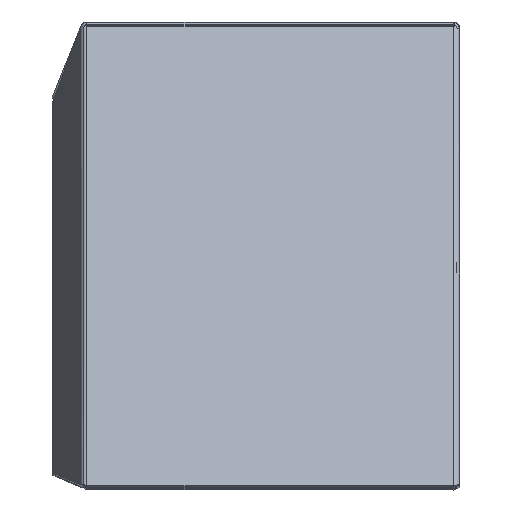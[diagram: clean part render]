
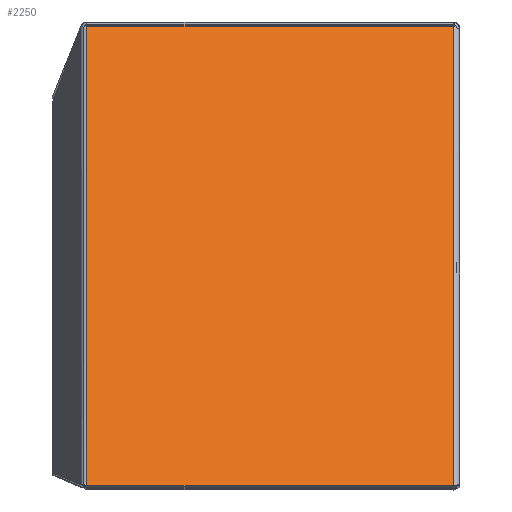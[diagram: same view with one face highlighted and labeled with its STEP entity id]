
A CAD part, top view. The second image highlights one B-rep face of the part: STEP entity #2250.
In plain terms, the highlighted planar face has unit normal (0, 0.517, 0.856).
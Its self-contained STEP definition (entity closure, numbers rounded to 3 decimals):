
#36 = LINE ( 'NONE', #2343, #692 ) ;
#141 = CARTESIAN_POINT ( 'NONE',  ( -3., -230.312, 368.44 ) ) ;
#168 = VECTOR ( 'NONE', #1244, 1000. ) ;
#321 = EDGE_CURVE ( 'NONE', #1967, #1807, #696, .T. ) ;
#329 = DIRECTION ( 'NONE',  ( -1., 0., 0. ) ) ;
#348 = CARTESIAN_POINT ( 'NONE',  ( -185.099, -1.45, 230.328 ) ) ;
#405 = ORIENTED_EDGE ( 'NONE', *, *, #1271, .F. ) ;
#525 = EDGE_CURVE ( 'NONE', #1807, #2089, #1632, .T. ) ;
#571 = CARTESIAN_POINT ( 'NONE',  ( -3., -1.45, 230.328 ) ) ;
#692 = VECTOR ( 'NONE', #1321, 1000. ) ;
#696 = LINE ( 'NONE', #1439, #168 ) ;
#697 = EDGE_CURVE ( 'NONE', #1069, #1967, #36, .T. ) ;
#749 = LINE ( 'NONE', #141, #2073 ) ;
#755 = CARTESIAN_POINT ( 'NONE',  ( -3., -1.45, 230.328 ) ) ;
#783 = CARTESIAN_POINT ( 'NONE',  ( -3., -230.312, 368.44 ) ) ;
#806 = PLANE ( 'NONE',  #1724 ) ;
#837 = VERTEX_POINT ( 'NONE', #783 ) ;
#1033 = CARTESIAN_POINT ( 'NONE',  ( -184.977, -230.312, 368.44 ) ) ;
#1064 = EDGE_CURVE ( 'NONE', #2256, #837, #2320, .T. ) ;
#1069 = VERTEX_POINT ( 'NONE', #1267 ) ;
#1125 = CARTESIAN_POINT ( 'NONE',  ( -225.22, -204.626, 352.94 ) ) ;
#1138 = VECTOR ( 'NONE', #2487, 1000. ) ;
#1182 = DIRECTION ( 'NONE',  ( 0., 0.856, -0.517 ) ) ;
#1244 = DIRECTION ( 'NONE',  ( 0., -0.856, 0.517 ) ) ;
#1267 = CARTESIAN_POINT ( 'NONE',  ( -184.977, -1.45, 230.328 ) ) ;
#1271 = EDGE_CURVE ( 'NONE', #837, #2089, #749, .T. ) ;
#1321 = DIRECTION ( 'NONE',  ( -1., 0., 0. ) ) ;
#1439 = CARTESIAN_POINT ( 'NONE',  ( -185.099, -230.312, 368.44 ) ) ;
#1588 = EDGE_CURVE ( 'NONE', #1069, #2256, #2449, .T. ) ;
#1632 = LINE ( 'NONE', #1125, #2488 ) ;
#1682 = ORIENTED_EDGE ( 'NONE', *, *, #525, .T. ) ;
#1724 = AXIS2_PLACEMENT_3D ( 'NONE', #2373, #1767, #1182 ) ;
#1767 = DIRECTION ( 'NONE',  ( 0., -0.517, -0.856 ) ) ;
#1807 = VERTEX_POINT ( 'NONE', #1900 ) ;
#1836 = ORIENTED_EDGE ( 'NONE', *, *, #1064, .F. ) ;
#1900 = CARTESIAN_POINT ( 'NONE',  ( -185.099, -230.234, 368.393 ) ) ;
#1939 = DIRECTION ( 'NONE',  ( 1., 0., 0. ) ) ;
#1967 = VERTEX_POINT ( 'NONE', #348 ) ;
#1969 = EDGE_LOOP ( 'NONE', ( #1836, #2043, #2287, #2579, #1682, #405 ) ) ;
#1998 = VECTOR ( 'NONE', #1939, 1000. ) ;
#2043 = ORIENTED_EDGE ( 'NONE', *, *, #1588, .F. ) ;
#2073 = VECTOR ( 'NONE', #329, 1000. ) ;
#2089 = VERTEX_POINT ( 'NONE', #1033 ) ;
#2114 = DIRECTION ( 'NONE',  ( 0.802, -0.512, 0.309 ) ) ;
#2250 = ADVANCED_FACE ( 'NONE', ( #2576 ), #806, .F. ) ;
#2256 = VERTEX_POINT ( 'NONE', #571 ) ;
#2287 = ORIENTED_EDGE ( 'NONE', *, *, #697, .T. ) ;
#2320 = LINE ( 'NONE', #2505, #1138 ) ;
#2343 = CARTESIAN_POINT ( 'NONE',  ( -184.977, -1.45, 230.328 ) ) ;
#2373 = CARTESIAN_POINT ( 'NONE',  ( -3., -230.312, 368.44 ) ) ;
#2449 = LINE ( 'NONE', #755, #1998 ) ;
#2487 = DIRECTION ( 'NONE',  ( 0., -0.856, 0.517 ) ) ;
#2488 = VECTOR ( 'NONE', #2114, 1000. ) ;
#2505 = CARTESIAN_POINT ( 'NONE',  ( -3., -230.312, 368.44 ) ) ;
#2576 = FACE_OUTER_BOUND ( 'NONE', #1969, .T. ) ;
#2579 = ORIENTED_EDGE ( 'NONE', *, *, #321, .T. ) ;
